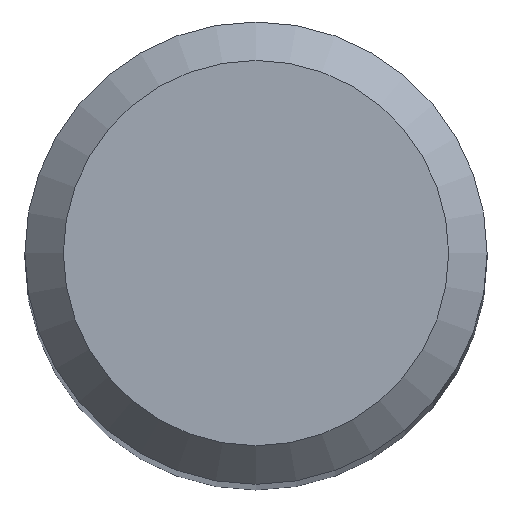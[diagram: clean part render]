
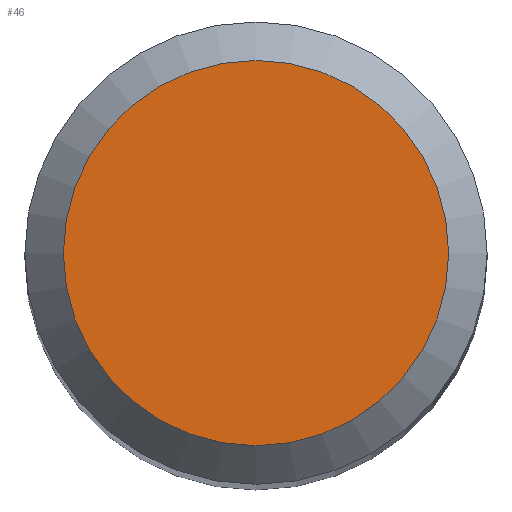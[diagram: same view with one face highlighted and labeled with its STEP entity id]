
A CAD part, top view. The second image highlights one B-rep face of the part: STEP entity #46.
In plain terms, the highlighted planar face has unit normal (0, 0, 1).
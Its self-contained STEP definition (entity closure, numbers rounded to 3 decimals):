
#40 = VERTEX_POINT ( 'NONE', #195 ) ;
#46 = ADVANCED_FACE ( 'NONE', ( #143 ), #102, .F. ) ;
#78 = DIRECTION ( 'NONE',  ( 0., 1., 0. ) ) ;
#91 = DIRECTION ( 'NONE',  ( 0., 0., -1. ) ) ;
#102 = PLANE ( 'NONE',  #173 ) ;
#143 = FACE_OUTER_BOUND ( 'NONE', #222, .T. ) ;
#145 = EDGE_CURVE ( 'NONE', #40, #40, #170, .T. ) ;
#150 = DIRECTION ( 'NONE',  ( 0., 1., 0. ) ) ;
#158 = AXIS2_PLACEMENT_3D ( 'NONE', #178, #91, #150 ) ;
#170 = CIRCLE ( 'NONE', #158, 2.5 ) ;
#173 = AXIS2_PLACEMENT_3D ( 'NONE', #176, #207, #78 ) ;
#176 = CARTESIAN_POINT ( 'NONE',  ( 0., 0., 50. ) ) ;
#178 = CARTESIAN_POINT ( 'NONE',  ( 0., 0., 50. ) ) ;
#195 = CARTESIAN_POINT ( 'NONE',  ( 0., 2.5, 50. ) ) ;
#204 = ORIENTED_EDGE ( 'NONE', *, *, #145, .F. ) ;
#207 = DIRECTION ( 'NONE',  ( 0., 0., -1. ) ) ;
#222 = EDGE_LOOP ( 'NONE', ( #204 ) ) ;
